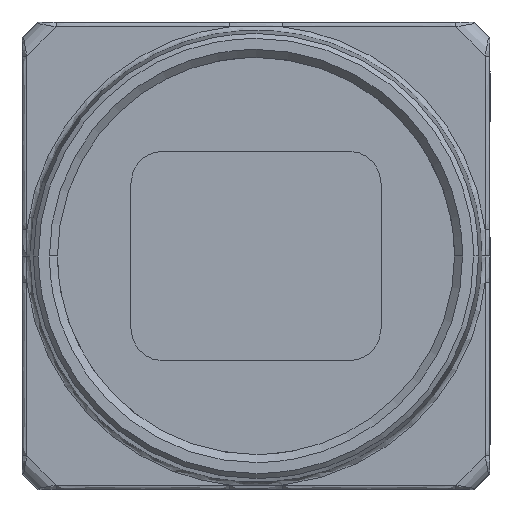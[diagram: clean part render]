
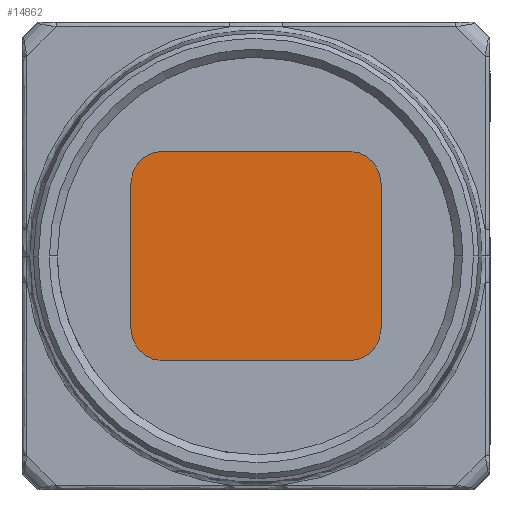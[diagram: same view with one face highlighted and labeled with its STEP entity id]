
A CAD part, front view. The second image highlights one B-rep face of the part: STEP entity #14862.
In plain terms, the highlighted planar face has unit normal (0, -1, 0).
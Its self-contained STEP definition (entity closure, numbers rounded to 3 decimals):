
#154 = CARTESIAN_POINT ( 'NONE',  ( -7.75, -16.895, 16.895 ) ) ;
#758 = CARTESIAN_POINT ( 'NONE',  ( 7.75, -16.895, 16.895 ) ) ;
#4799 = CARTESIAN_POINT ( 'NONE',  ( -5.75, -16.895, 5.895 ) ) ;
#5047 = CARTESIAN_POINT ( 'NONE',  ( 7.75, -16.895, 7.895 ) ) ;
#5462 = CARTESIAN_POINT ( 'NONE',  ( 5.75, -16.895, 18.895 ) ) ;
#5591 = VERTEX_POINT ( 'NONE', #4799 ) ;
#7301 = EDGE_CURVE ( 'NONE', #5591, #16140, #10232, .T. ) ;
#7495 = CARTESIAN_POINT ( 'NONE',  ( -5.75, -16.895, 5.895 ) ) ;
#7847 = CARTESIAN_POINT ( 'NONE',  ( -1.917, -16.895, 5.895 ) ) ;
#8758 = CARTESIAN_POINT ( 'NONE',  ( -5.75, -16.895, 5.895 ) ) ;
#8936 = PLANE ( 'NONE',  #53599 ) ;
#9740 = B_SPLINE_CURVE_WITH_KNOTS ( 'NONE', 3,
 ( #60046, #35142, #7847, #7495 ),
 .UNSPECIFIED., .F., .F.,
 ( 4, 4 ),
 ( 0., 1. ),
 .UNSPECIFIED. ) ;
#10122 = ORIENTED_EDGE ( 'NONE', *, *, #13055, .F. ) ;
#10232 =( BOUNDED_CURVE ( )  B_SPLINE_CURVE ( 2, ( #8758, #12690, #34314 ),
 .UNSPECIFIED., .F., .F. ) 
 B_SPLINE_CURVE_WITH_KNOTS ( ( 3, 3 ),
 ( 0., 1. ),
 .UNSPECIFIED. ) 
 CURVE ( )  GEOMETRIC_REPRESENTATION_ITEM ( )  RATIONAL_B_SPLINE_CURVE ( ( 1., 0.707, 1. ) ) 
 REPRESENTATION_ITEM ( '' )  );
#12690 = CARTESIAN_POINT ( 'NONE',  ( -7.75, -16.895, 5.895 ) ) ;
#13055 = EDGE_CURVE ( 'NONE', #58641, #48680, #65004, .T. ) ;
#14506 = EDGE_CURVE ( 'NONE', #27025, #44498, #52870, .T. ) ;
#14548 = EDGE_CURVE ( 'NONE', #16140, #31746, #50381, .T. ) ;
#14862 = ADVANCED_FACE ( 'NONE', ( #61743 ), #8936, .T. ) ;
#15191 =( BOUNDED_CURVE ( )  B_SPLINE_CURVE ( 2, ( #5462, #60373, #38426 ),
 .UNSPECIFIED., .F., .F. ) 
 B_SPLINE_CURVE_WITH_KNOTS ( ( 3, 3 ),
 ( 0., 1. ),
 .UNSPECIFIED. ) 
 CURVE ( )  GEOMETRIC_REPRESENTATION_ITEM ( )  RATIONAL_B_SPLINE_CURVE ( ( 1., 0.707, 1. ) ) 
 REPRESENTATION_ITEM ( '' )  );
#16140 = VERTEX_POINT ( 'NONE', #53132 ) ;
#18619 = CARTESIAN_POINT ( 'NONE',  ( 5.75, -16.895, 5.895 ) ) ;
#18854 = CARTESIAN_POINT ( 'NONE',  ( -5.75, -16.895, 18.895 ) ) ;
#21282 = ORIENTED_EDGE ( 'NONE', *, *, #14548, .F. ) ;
#22081 = CARTESIAN_POINT ( 'NONE',  ( 7.75, -16.895, 10.895 ) ) ;
#23338 = CARTESIAN_POINT ( 'NONE',  ( -7.75, -16.895, 18.895 ) ) ;
#23958 = CARTESIAN_POINT ( 'NONE',  ( 7.75, -16.895, 7.895 ) ) ;
#24302 = CARTESIAN_POINT ( 'NONE',  ( 7.75, -16.895, 7.895 ) ) ;
#24926 = DIRECTION ( 'NONE',  ( 0., 0., -1. ) ) ;
#27025 = VERTEX_POINT ( 'NONE', #24302 ) ;
#28988 = ORIENTED_EDGE ( 'NONE', *, *, #40227, .F. ) ;
#31746 = VERTEX_POINT ( 'NONE', #154 ) ;
#33637 =( BOUNDED_CURVE ( )  B_SPLINE_CURVE ( 2, ( #66174, #23338, #50239 ),
 .UNSPECIFIED., .F., .F. ) 
 B_SPLINE_CURVE_WITH_KNOTS ( ( 3, 3 ),
 ( 0., 1. ),
 .UNSPECIFIED. ) 
 CURVE ( )  GEOMETRIC_REPRESENTATION_ITEM ( )  RATIONAL_B_SPLINE_CURVE ( ( 1., 0.707, 1. ) ) 
 REPRESENTATION_ITEM ( '' )  );
#34293 = CARTESIAN_POINT ( 'NONE',  ( -5.75, -16.895, 18.895 ) ) ;
#34314 = CARTESIAN_POINT ( 'NONE',  ( -7.75, -16.895, 7.895 ) ) ;
#34399 = ORIENTED_EDGE ( 'NONE', *, *, #14506, .F. ) ;
#34571 = CARTESIAN_POINT ( 'NONE',  ( -7.75, -16.895, 16.895 ) ) ;
#35142 = CARTESIAN_POINT ( 'NONE',  ( 1.917, -16.895, 5.895 ) ) ;
#35159 = CARTESIAN_POINT ( 'NONE',  ( 5.75, -16.895, 18.895 ) ) ;
#35765 = ORIENTED_EDGE ( 'NONE', *, *, #45458, .F. ) ;
#36448 = ORIENTED_EDGE ( 'NONE', *, *, #42782, .F. ) ;
#37715 = CARTESIAN_POINT ( 'NONE',  ( 5.75, -16.895, 5.895 ) ) ;
#37825 = CARTESIAN_POINT ( 'NONE',  ( 5.75, -16.895, 18.895 ) ) ;
#38314 = CARTESIAN_POINT ( 'NONE',  ( 7.75, -16.895, 16.895 ) ) ;
#38426 = CARTESIAN_POINT ( 'NONE',  ( 7.75, -16.895, 16.895 ) ) ;
#40227 = EDGE_CURVE ( 'NONE', #48376, #27025, #52694, .T. ) ;
#40581 = CARTESIAN_POINT ( 'NONE',  ( -7.75, -16.895, 10.895 ) ) ;
#42782 = EDGE_CURVE ( 'NONE', #31746, #58641, #33637, .T. ) ;
#44498 = VERTEX_POINT ( 'NONE', #37715 ) ;
#45458 = EDGE_CURVE ( 'NONE', #48680, #48376, #15191, .T. ) ;
#45465 = CARTESIAN_POINT ( 'NONE',  ( -9.42, -16.895, 20.315 ) ) ;
#45899 = CARTESIAN_POINT ( 'NONE',  ( 7.75, -16.895, 5.895 ) ) ;
#48376 = VERTEX_POINT ( 'NONE', #38314 ) ;
#48680 = VERTEX_POINT ( 'NONE', #37825 ) ;
#50239 = CARTESIAN_POINT ( 'NONE',  ( -5.75, -16.895, 18.895 ) ) ;
#50381 = B_SPLINE_CURVE_WITH_KNOTS ( 'NONE', 3,
 ( #67849, #40581, #51889, #34571 ),
 .UNSPECIFIED., .F., .F.,
 ( 4, 4 ),
 ( 0., 1. ),
 .UNSPECIFIED. ) ;
#51889 = CARTESIAN_POINT ( 'NONE',  ( -7.75, -16.895, 13.895 ) ) ;
#52694 = B_SPLINE_CURVE_WITH_KNOTS ( 'NONE', 3,
 ( #758, #69533, #22081, #5047 ),
 .UNSPECIFIED., .F., .F.,
 ( 4, 4 ),
 ( 0., 1. ),
 .UNSPECIFIED. ) ;
#52808 = EDGE_LOOP ( 'NONE', ( #10122, #36448, #21282, #54504, #64017, #34399, #28988, #35765 ) ) ;
#52870 =( BOUNDED_CURVE ( )  B_SPLINE_CURVE ( 2, ( #23958, #45899, #18619 ),
 .UNSPECIFIED., .F., .T. ) 
 B_SPLINE_CURVE_WITH_KNOTS ( ( 3, 3 ),
 ( 0., 1. ),
 .UNSPECIFIED. ) 
 CURVE ( )  GEOMETRIC_REPRESENTATION_ITEM ( )  RATIONAL_B_SPLINE_CURVE ( ( 1., 0.707, 1. ) ) 
 REPRESENTATION_ITEM ( '' )  );
#53132 = CARTESIAN_POINT ( 'NONE',  ( -7.75, -16.895, 7.895 ) ) ;
#53599 = AXIS2_PLACEMENT_3D ( 'NONE', #45465, #62088, #24926 ) ;
#54504 = ORIENTED_EDGE ( 'NONE', *, *, #7301, .F. ) ;
#56412 = CARTESIAN_POINT ( 'NONE',  ( -1.917, -16.895, 18.895 ) ) ;
#58641 = VERTEX_POINT ( 'NONE', #34293 ) ;
#60046 = CARTESIAN_POINT ( 'NONE',  ( 5.75, -16.895, 5.895 ) ) ;
#60373 = CARTESIAN_POINT ( 'NONE',  ( 7.75, -16.895, 18.895 ) ) ;
#61743 = FACE_OUTER_BOUND ( 'NONE', #52808, .T. ) ;
#62052 = CARTESIAN_POINT ( 'NONE',  ( 1.917, -16.895, 18.895 ) ) ;
#62088 = DIRECTION ( 'NONE',  ( 0., -1., 0. ) ) ;
#64017 = ORIENTED_EDGE ( 'NONE', *, *, #69476, .F. ) ;
#65004 = B_SPLINE_CURVE_WITH_KNOTS ( 'NONE', 3,
 ( #18854, #56412, #62052, #35159 ),
 .UNSPECIFIED., .F., .F.,
 ( 4, 4 ),
 ( 0., 1. ),
 .UNSPECIFIED. ) ;
#66174 = CARTESIAN_POINT ( 'NONE',  ( -7.75, -16.895, 16.895 ) ) ;
#67849 = CARTESIAN_POINT ( 'NONE',  ( -7.75, -16.895, 7.895 ) ) ;
#69476 = EDGE_CURVE ( 'NONE', #44498, #5591, #9740, .T. ) ;
#69533 = CARTESIAN_POINT ( 'NONE',  ( 7.75, -16.895, 13.895 ) ) ;
